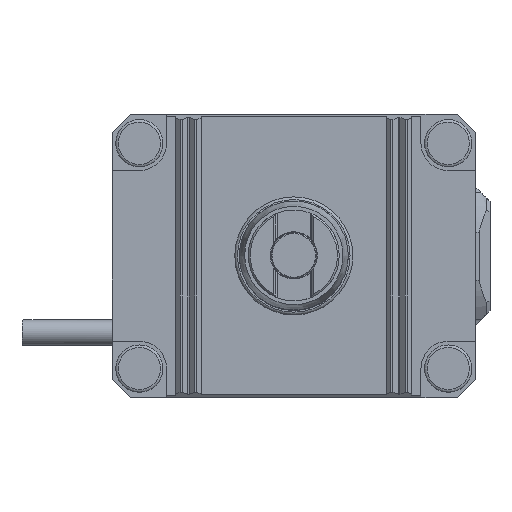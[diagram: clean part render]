
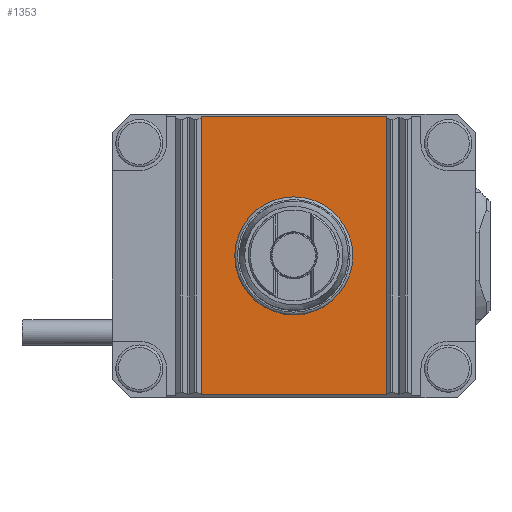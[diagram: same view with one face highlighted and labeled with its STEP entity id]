
A CAD part, top view. The second image highlights one B-rep face of the part: STEP entity #1353.
In plain terms, the highlighted planar face has unit normal (0, 0, 1).
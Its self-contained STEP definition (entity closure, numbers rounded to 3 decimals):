
#418=LINE('',#7547,#815);
#429=LINE('',#7574,#826);
#455=LINE('',#7632,#852);
#456=LINE('',#7636,#853);
#815=VECTOR('',#5902,1.);
#826=VECTOR('',#5921,1.);
#852=VECTOR('',#5985,1.);
#853=VECTOR('',#5990,1.);
#1036=FACE_BOUND('',#2056,.T.);
#1037=FACE_BOUND('',#2057,.T.);
#1353=ADVANCED_FACE('',(#1036,#1037),#1570,.T.);
#1570=PLANE('',#4869);
#2056=EDGE_LOOP('',(#3138));
#2057=EDGE_LOOP('',(#3139,#3140,#3141,#3142));
#3138=ORIENTED_EDGE('',*,*,#4285,.T.);
#3139=ORIENTED_EDGE('',*,*,#4284,.T.);
#3140=ORIENTED_EDGE('',*,*,#4256,.T.);
#3141=ORIENTED_EDGE('',*,*,#4286,.F.);
#3142=ORIENTED_EDGE('',*,*,#4243,.F.);
#3688=VERTEX_POINT('',#7546);
#3689=VERTEX_POINT('',#7548);
#3700=VERTEX_POINT('',#7573);
#3701=VERTEX_POINT('',#7575);
#3714=VERTEX_POINT('',#7635);
#4243=EDGE_CURVE('',#3688,#3689,#418,.T.);
#4256=EDGE_CURVE('',#3701,#3700,#429,.T.);
#4284=EDGE_CURVE('',#3688,#3701,#455,.T.);
#4285=EDGE_CURVE('',#3714,#3714,#4474,.T.);
#4286=EDGE_CURVE('',#3689,#3700,#456,.T.);
#4474=CIRCLE('',#4868,14.702);
#4868=AXIS2_PLACEMENT_3D('',#7634,#5988,#5989);
#4869=AXIS2_PLACEMENT_3D('',#7637,#5991,#5992);
#5902=DIRECTION('',(-1.,0.,0.));
#5921=DIRECTION('',(-1.,0.,0.));
#5985=DIRECTION('',(0.,1.,0.));
#5988=DIRECTION('',(0.,0.,-1.));
#5989=DIRECTION('',(-1.,0.,0.));
#5990=DIRECTION('',(0.,1.,0.));
#5991=DIRECTION('',(0.,0.,1.));
#5992=DIRECTION('',(-1.,0.,0.));
#7546=CARTESIAN_POINT('',(25.5,-38.236,-0.5));
#7547=CARTESIAN_POINT('',(-25.5,-38.236,-0.5));
#7548=CARTESIAN_POINT('',(-25.5,-38.236,-0.5));
#7573=CARTESIAN_POINT('',(-25.5,38.236,-0.5));
#7574=CARTESIAN_POINT('',(-25.5,38.236,-0.5));
#7575=CARTESIAN_POINT('',(25.5,38.236,-0.5));
#7632=CARTESIAN_POINT('',(25.5,-130.533,-0.5));
#7634=CARTESIAN_POINT('',(0.,0.,-0.5));
#7635=CARTESIAN_POINT('',(-14.702,0.,-0.5));
#7636=CARTESIAN_POINT('',(-25.5,-130.533,-0.5));
#7637=CARTESIAN_POINT('',(-25.5,-130.533,-0.5));
